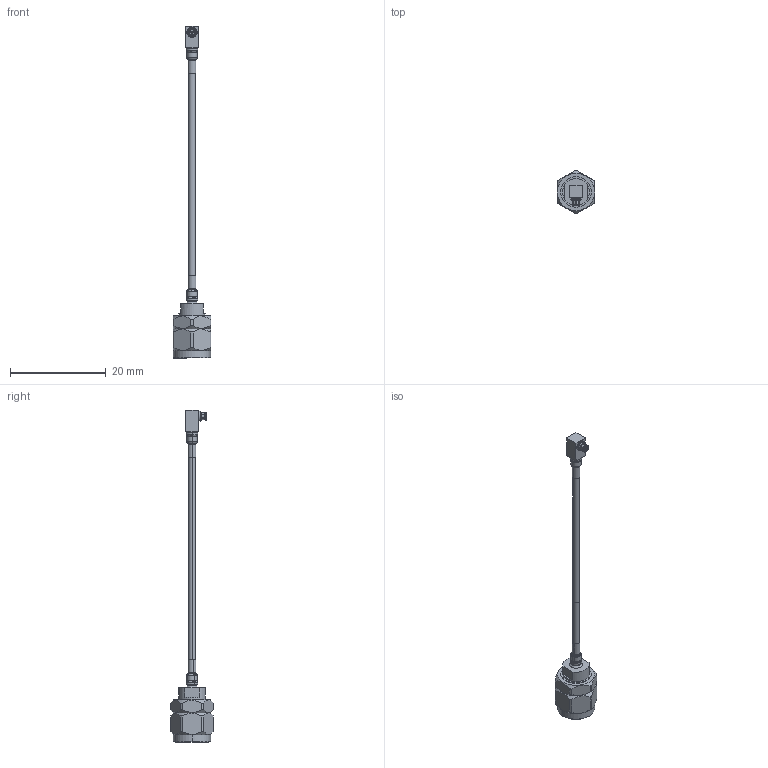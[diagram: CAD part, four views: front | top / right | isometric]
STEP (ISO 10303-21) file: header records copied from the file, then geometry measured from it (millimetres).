
FILE_DESCRIPTION (( 'STEP AP214' ), '1' );
FILE_NAME ('FMCA9963_3D.step', '2023-09-25T22:24:37', ( '' ), ( '' ), 'SwSTEP 2.0', 'SolidWorks 2022', '' );
FILE_SCHEMA (( 'AUTOMOTIVE_DESIGN' ));
Length unit declared in the file: inch
Products named in the file (5): Copy of 047_HeatShrink^FMCA9963; Copy of PE-P047 Cable New^FMCA9963; FMCA9963_3D; Copy of PE45410^FMCA9963_Instructions; Copy of PE45894^FMCA9963
Assembly tree (5 placements, depth 2):
  FMCA9963_3D
    Copy of PE-P047 Cable New^FMCA9963
    Copy of PE45410^FMCA9963_Instructions
    Copy of PE45894^FMCA9963
    Copy of 047_HeatShrink^FMCA9963  x2
Bounding box: 7.92 x 8.88 x 69.29 mm (x, y, z)
Volume: 485.2 mm3; surface area: 1206.5 mm2
Topology: 7 solids, 7 shells, 279 faces, 683 edges, 436 vertices
Faces by surface type: cylinder 109, plane 94, cone 41, torus 32, bspline 3
Entity records: 9789 total; most frequent: CARTESIAN_POINT 3293, DIRECTION 1328, ORIENTED_EDGE 1286, EDGE_CURVE 643, AXIS2_PLACEMENT_3D 540, VERTEX_POINT 416, EDGE_LOOP 291, CIRCLE 276
